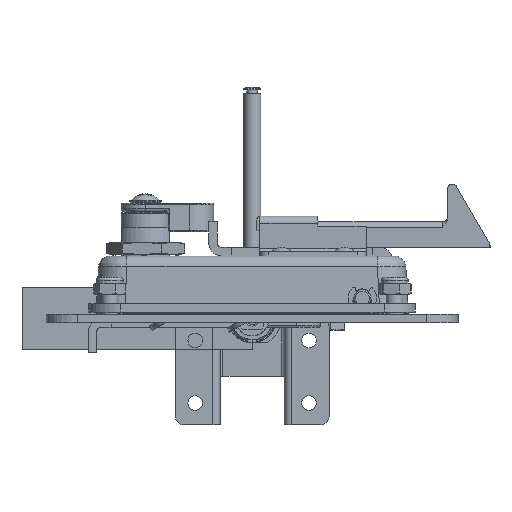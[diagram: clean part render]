
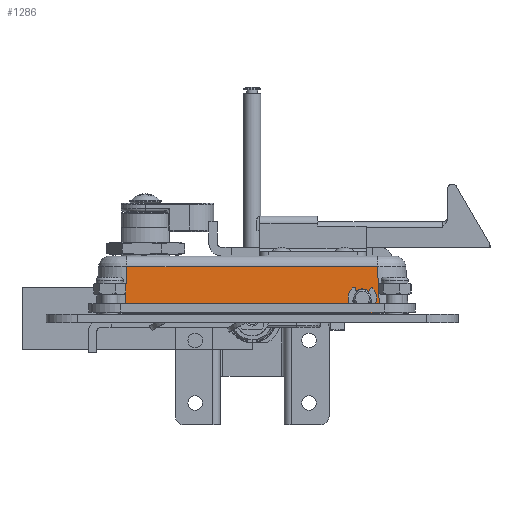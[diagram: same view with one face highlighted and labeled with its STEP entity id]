
A CAD part, front view. The second image highlights one B-rep face of the part: STEP entity #1286.
In plain terms, the highlighted planar face has unit normal (0, -0.999, 0.052).
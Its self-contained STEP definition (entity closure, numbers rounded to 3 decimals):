
#1286 = ADVANCED_FACE( '', ( #2175, #2176 ), #2177, .F. );
#2175 = FACE_BOUND( '', #4487, .T. );
#2176 = FACE_OUTER_BOUND( '', #4488, .T. );
#2177 = PLANE( '', #4489 );
#4487 = EDGE_LOOP( '', ( #7356 ) );
#4488 = EDGE_LOOP( '', ( #7357, #7358, #7359, #7360 ) );
#4489 = AXIS2_PLACEMENT_3D( '', #7361, #7362, #7363 );
#7356 = ORIENTED_EDGE( '', *, *, #13253, .F. );
#7357 = ORIENTED_EDGE( '', *, *, #13280, .T. );
#7358 = ORIENTED_EDGE( '', *, *, #13289, .T. );
#7359 = ORIENTED_EDGE( '', *, *, #13169, .T. );
#7360 = ORIENTED_EDGE( '', *, *, #13286, .T. );
#7361 = CARTESIAN_POINT( '', ( -53.75, -37.75, 22. ) );
#7362 = DIRECTION( '', ( 0., 0.999, -0.052 ) );
#7363 = DIRECTION( '', ( 0., 0.052, 0.999 ) );
#13169 = EDGE_CURVE( '', #15169, #15170, #15171, .F. );
#13253 = EDGE_CURVE( '', #15309, #15309, #15310, .F. );
#13280 = EDGE_CURVE( '', #15349, #15347, #15350, .T. );
#13286 = EDGE_CURVE( '', #15170, #15349, #15356, .F. );
#13289 = EDGE_CURVE( '', #15347, #15169, #15359, .T. );
#15169 = VERTEX_POINT( '', #18431 );
#15170 = VERTEX_POINT( '', #18432 );
#15171 = LINE( '', #18433, #18434 );
#15309 = VERTEX_POINT( '', #18609 );
#15310 = ELLIPSE( '', #18610, 3.254, 3.25 );
#15347 = VERTEX_POINT( '', #18658 );
#15349 = VERTEX_POINT( '', #18660 );
#15350 = LINE( '', #18661, #18662 );
#15356 = LINE( '', #18670, #18671 );
#15359 = LINE( '', #18674, #18675 );
#18431 = CARTESIAN_POINT( '', ( 44.817, -38.804, 1.895 ) );
#18432 = CARTESIAN_POINT( '', ( 43.962, -37.949, 18.209 ) );
#18433 = CARTESIAN_POINT( '', ( 43.497, -37.484, 27.083 ) );
#18434 = VECTOR( '', #24250, 1000. );
#18609 = CARTESIAN_POINT( '', ( 38.7, -38.696, 3.95 ) );
#18610 = AXIS2_PLACEMENT_3D( '', #24426, #24427, #24428 );
#18658 = CARTESIAN_POINT( '', ( -44.817, -38.804, 1.895 ) );
#18660 = CARTESIAN_POINT( '', ( -43.962, -37.949, 18.209 ) );
#18661 = CARTESIAN_POINT( '', ( -43.791, -37.777, 21.479 ) );
#18662 = VECTOR( '', #24485, 1000. );
#18670 = CARTESIAN_POINT( '', ( -53.75, -37.949, 18.209 ) );
#18671 = VECTOR( '', #24497, 1000. );
#18674 = CARTESIAN_POINT( '', ( 44.917, -38.804, 1.895 ) );
#18675 = VECTOR( '', #24504, 1000. );
#24250 = DIRECTION( '', ( 0.052, -0.052, -0.997 ) );
#24426 = CARTESIAN_POINT( '', ( 38.7, -38.526, 7.2 ) );
#24427 = DIRECTION( '', ( 0., 0.999, -0.052 ) );
#24428 = DIRECTION( '', ( 0., -0.052, -0.999 ) );
#24485 = DIRECTION( '', ( -0.052, -0.052, -0.997 ) );
#24497 = DIRECTION( '', ( 1., 0., 0. ) );
#24504 = DIRECTION( '', ( 1., 0., 0. ) );
